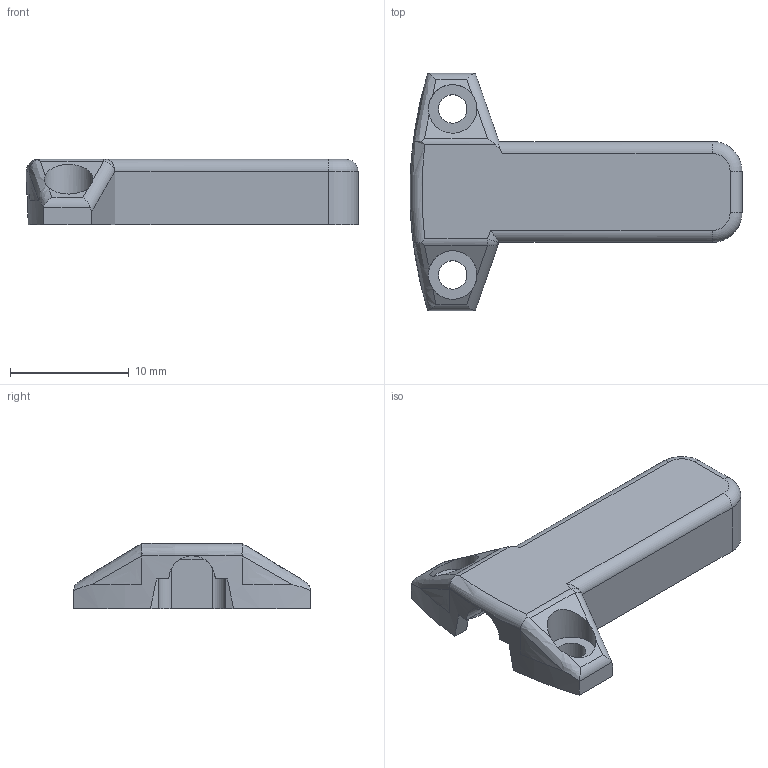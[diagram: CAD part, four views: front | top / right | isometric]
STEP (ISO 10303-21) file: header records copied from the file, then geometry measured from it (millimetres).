
FILE_DESCRIPTION(/* description */ (''),/* implementation_level */ '2;1');
FILE_NAME(/* name */ 'Wasserzhler Kontaktgeber lid.step',/* time_stamp */ '2025-04-15T22:28:27+02:00',/* author */ (''),/* organization */ (''),/* preprocessor_version */ 'ST-DEVELOPER v20.1',/* originating_system */ 'Autodesk Translation Framework v14.4.0.0',/* authorisation */ '');
FILE_SCHEMA (('AUTOMOTIVE_DESIGN { 1 0 10303 214 3 1 1 }'));
Length unit declared in the file: millimetre
Products named in the file (1): Wasserzähler Kontaktgeber
Bounding box: 28 x 20 x 5.5 mm (x, y, z)
Volume: 807.8 mm3; surface area: 1288 mm2
Topology: 1 solids, 1 shells, 72 faces, 209 edges, 135 vertices
Faces by surface type: plane 36, cylinder 26, bspline 6, torus 3, sphere 1
Full cylindrical faces by diameter (mm): 2.4 x2, 4.1 x2
Entity records: 2713 total; most frequent: CARTESIAN_POINT 816, ORIENTED_EDGE 410, DIRECTION 374, EDGE_CURVE 205, AXIS2_PLACEMENT_3D 139, VERTEX_POINT 135, LINE 96, VECTOR 96
